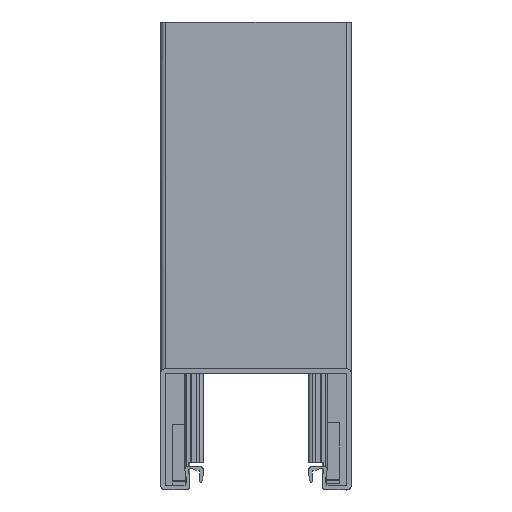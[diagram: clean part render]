
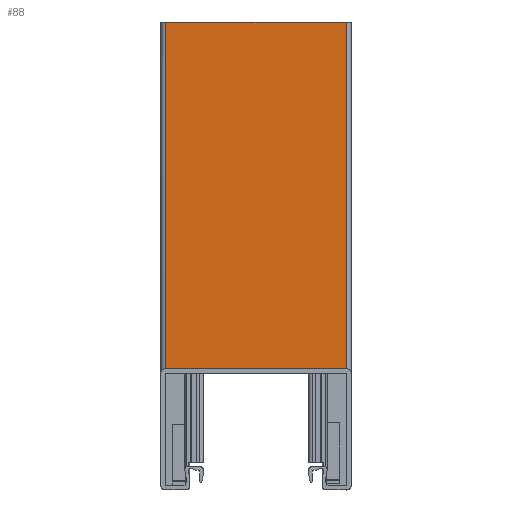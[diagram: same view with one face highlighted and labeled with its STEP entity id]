
A CAD part, front view. The second image highlights one B-rep face of the part: STEP entity #88.
In plain terms, the highlighted planar face has unit normal (0, -1, 0).
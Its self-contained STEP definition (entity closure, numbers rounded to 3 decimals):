
#88 = ADVANCED_FACE ( 'NONE', ( #2865 ), #1877, .F. ) ;
#155 = LINE ( 'NONE', #2483, #2689 ) ;
#172 = CARTESIAN_POINT ( 'NONE',  ( 52., -70., 270. ) ) ;
#507 = CARTESIAN_POINT ( 'NONE',  ( -52., -70., 270. ) ) ;
#546 = EDGE_CURVE ( 'NONE', #2422, #1863, #155, .T. ) ;
#566 = CARTESIAN_POINT ( 'NONE',  ( 52., -70., 70. ) ) ;
#774 = CARTESIAN_POINT ( 'NONE',  ( -52., -70., 70. ) ) ;
#934 = EDGE_CURVE ( 'NONE', #2509, #2422, #2389, .T. ) ;
#949 = EDGE_CURVE ( 'NONE', #1843, #1863, #2383, .T. ) ;
#956 = EDGE_CURVE ( 'NONE', #2509, #1843, #2362, .T. ) ;
#1141 = DIRECTION ( 'NONE',  ( 1., 0., 0. ) ) ;
#1144 = CARTESIAN_POINT ( 'NONE',  ( -52., -70., 270. ) ) ;
#1211 = DIRECTION ( 'NONE',  ( 0., 0., -1. ) ) ;
#1216 = CARTESIAN_POINT ( 'NONE',  ( 52., -70., 270. ) ) ;
#1286 = DIRECTION ( 'NONE',  ( 0., 0., -1. ) ) ;
#1289 = CARTESIAN_POINT ( 'NONE',  ( -52., -70., 270. ) ) ;
#1843 = VERTEX_POINT ( 'NONE', #172 ) ;
#1863 = VERTEX_POINT ( 'NONE', #566 ) ;
#1877 = PLANE ( 'NONE',  #2595 ) ;
#1940 = DIRECTION ( 'NONE',  ( 0., 0., 1. ) ) ;
#1952 = DIRECTION ( 'NONE',  ( 0., 1., 0. ) ) ;
#1959 = CARTESIAN_POINT ( 'NONE',  ( -52., -70., 270. ) ) ;
#2219 = ORIENTED_EDGE ( 'NONE', *, *, #934, .T. ) ;
#2254 = ORIENTED_EDGE ( 'NONE', *, *, #546, .T. ) ;
#2301 = ORIENTED_EDGE ( 'NONE', *, *, #949, .F. ) ;
#2362 = LINE ( 'NONE', #1144, #2388 ) ;
#2379 = VECTOR ( 'NONE', #1211, 1000. ) ;
#2383 = LINE ( 'NONE', #1216, #2379 ) ;
#2388 = VECTOR ( 'NONE', #1141, 1000. ) ;
#2389 = LINE ( 'NONE', #1289, #2396 ) ;
#2396 = VECTOR ( 'NONE', #1286, 1000. ) ;
#2422 = VERTEX_POINT ( 'NONE', #774 ) ;
#2483 = CARTESIAN_POINT ( 'NONE',  ( -55., -70., 70. ) ) ;
#2492 = ORIENTED_EDGE ( 'NONE', *, *, #956, .F. ) ;
#2509 = VERTEX_POINT ( 'NONE', #507 ) ;
#2533 = DIRECTION ( 'NONE',  ( 1., 0., 0. ) ) ;
#2595 = AXIS2_PLACEMENT_3D ( 'NONE', #1959, #1952, #1940 ) ;
#2689 = VECTOR ( 'NONE', #2533, 1000. ) ;
#2865 = FACE_OUTER_BOUND ( 'NONE', #3024, .T. ) ;
#3024 = EDGE_LOOP ( 'NONE', ( #2219, #2254, #2301, #2492 ) ) ;
